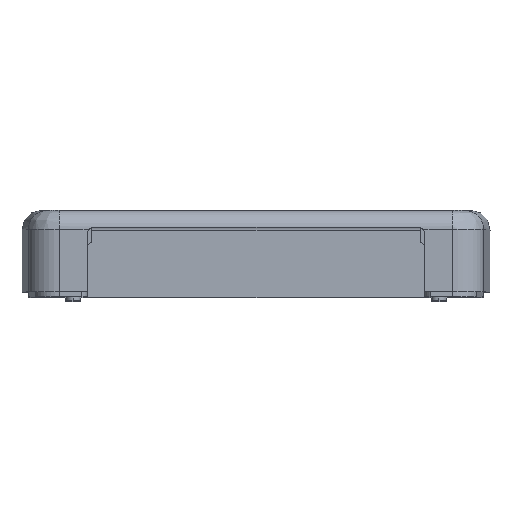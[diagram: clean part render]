
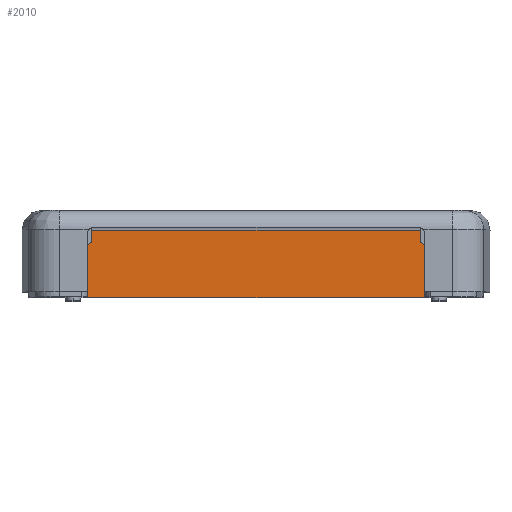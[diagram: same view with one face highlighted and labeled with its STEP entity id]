
A CAD part, top view. The second image highlights one B-rep face of the part: STEP entity #2010.
In plain terms, the highlighted planar face has unit normal (0, 0, 1).
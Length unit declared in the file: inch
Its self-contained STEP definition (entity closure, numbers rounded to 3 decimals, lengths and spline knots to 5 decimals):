
#638 = ORIENTED_EDGE ( 'NONE', *, *, #791, .T. ) ;
#791 = EDGE_CURVE ( 'NONE', #3487, #3321, #6156, .T. ) ;
#826 = ORIENTED_EDGE ( 'NONE', *, *, #6460, .T. ) ;
#1075 = VECTOR ( 'NONE', #3767, 39.37008 ) ;
#1195 = CARTESIAN_POINT ( 'NONE',  ( 0., 0.465, -2.0125 ) ) ;
#1353 = VERTEX_POINT ( 'NONE', #6573 ) ;
#1521 = CARTESIAN_POINT ( 'NONE',  ( -1.381, 1., -2.0125 ) ) ;
#1542 = CARTESIAN_POINT ( 'NONE',  ( -1.381, 0.7325, -2.0125 ) ) ;
#1773 = CARTESIAN_POINT ( 'NONE',  ( 0., 0.7325, -2.0125 ) ) ;
#1837 = LINE ( 'NONE', #1195, #3203 ) ;
#1903 = CARTESIAN_POINT ( 'NONE',  ( 1.62056, 1., -2.0125 ) ) ;
#2010 = ADVANCED_FACE ( 'NONE', ( #3269 ), #4839, .T. ) ;
#2136 = AXIS2_PLACEMENT_3D ( 'NONE', #1773, #5364, #2285 ) ;
#2137 = DIRECTION ( 'NONE',  ( -1., 0., 0. ) ) ;
#2285 = DIRECTION ( 'NONE',  ( 1., 0., 0. ) ) ;
#3145 = ORIENTED_EDGE ( 'NONE', *, *, #4887, .T. ) ;
#3163 = ORIENTED_EDGE ( 'NONE', *, *, #4129, .T. ) ;
#3203 = VECTOR ( 'NONE', #4283, 39.37008 ) ;
#3251 = CARTESIAN_POINT ( 'NONE',  ( 1.381, 0.7325, -2.0125 ) ) ;
#3269 = FACE_OUTER_BOUND ( 'NONE', #5001, .T. ) ;
#3321 = VERTEX_POINT ( 'NONE', #1521 ) ;
#3487 = VERTEX_POINT ( 'NONE', #4793 ) ;
#3767 = DIRECTION ( 'NONE',  ( 0., 1., 0. ) ) ;
#3861 = VECTOR ( 'NONE', #4613, 39.37008 ) ;
#3936 = VERTEX_POINT ( 'NONE', #5467 ) ;
#4129 = EDGE_CURVE ( 'NONE', #3321, #1353, #5202, .T. ) ;
#4283 = DIRECTION ( 'NONE',  ( 1., 0., 0. ) ) ;
#4613 = DIRECTION ( 'NONE',  ( 0., -1., 0. ) ) ;
#4793 = CARTESIAN_POINT ( 'NONE',  ( 1.381, 1., -2.0125 ) ) ;
#4839 = PLANE ( 'NONE',  #2136 ) ;
#4887 = EDGE_CURVE ( 'NONE', #1353, #3936, #1837, .T. ) ;
#5001 = EDGE_LOOP ( 'NONE', ( #638, #3163, #3145, #826 ) ) ;
#5170 = LINE ( 'NONE', #3251, #1075 ) ;
#5202 = LINE ( 'NONE', #1542, #3861 ) ;
#5364 = DIRECTION ( 'NONE',  ( 0., 0., 1. ) ) ;
#5467 = CARTESIAN_POINT ( 'NONE',  ( 1.381, 0.465, -2.0125 ) ) ;
#6156 = LINE ( 'NONE', #1903, #6304 ) ;
#6304 = VECTOR ( 'NONE', #2137, 39.37008 ) ;
#6460 = EDGE_CURVE ( 'NONE', #3936, #3487, #5170, .T. ) ;
#6573 = CARTESIAN_POINT ( 'NONE',  ( -1.381, 0.465, -2.0125 ) ) ;
